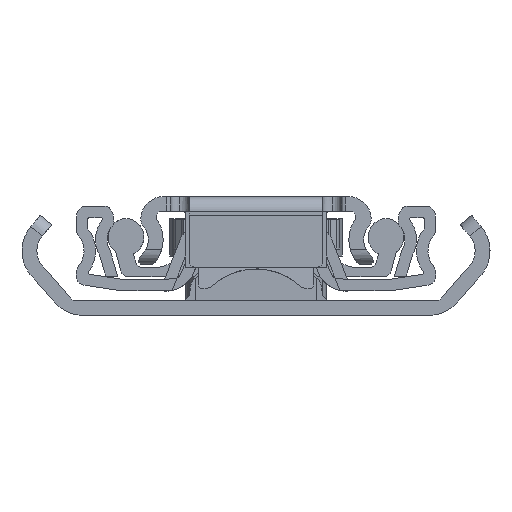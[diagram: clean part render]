
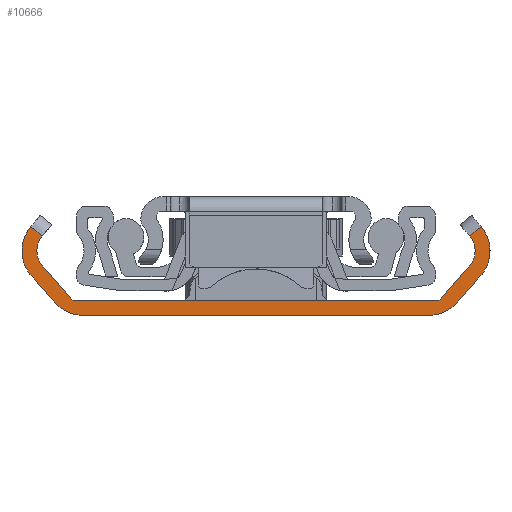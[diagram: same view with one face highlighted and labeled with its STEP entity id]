
A CAD part, left-side view. The second image highlights one B-rep face of the part: STEP entity #10666.
In plain terms, the highlighted planar face has unit normal (-1, 0, 0).
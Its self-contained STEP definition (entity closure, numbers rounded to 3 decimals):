
#57 = CARTESIAN_POINT ( 'NONE',  ( 0., 4.542, -17.26 ) ) ;
#119 = VERTEX_POINT ( 'NONE', #17105 ) ;
#521 = DIRECTION ( 'NONE',  ( 0., 0.653, 0.757 ) ) ;
#675 = EDGE_CURVE ( 'NONE', #9503, #9690, #14068, .T. ) ;
#727 = ORIENTED_EDGE ( 'NONE', *, *, #9476, .F. ) ;
#736 = ORIENTED_EDGE ( 'NONE', *, *, #17834, .F. ) ;
#871 = DIRECTION ( 'NONE',  ( 0., 0., -1. ) ) ;
#872 = EDGE_CURVE ( 'NONE', #9690, #10975, #13505, .T. ) ;
#1186 = CIRCLE ( 'NONE', #8466, 5.2 ) ;
#1664 = ORIENTED_EDGE ( 'NONE', *, *, #3680, .F. ) ;
#1749 = CARTESIAN_POINT ( 'NONE',  ( 0., 24.236, 2. ) ) ;
#1764 = CARTESIAN_POINT ( 'NONE',  ( 0., 30.318, 11.991 ) ) ;
#1800 = AXIS2_PLACEMENT_3D ( 'NONE', #11744, #2306, #6863 ) ;
#2084 = VECTOR ( 'NONE', #20035, 1000. ) ;
#2306 = DIRECTION ( 'NONE',  ( 1., 0., 0. ) ) ;
#2380 = CARTESIAN_POINT ( 'NONE',  ( 0., -26.325, 8.7 ) ) ;
#2547 = DIRECTION ( 'NONE',  ( 0., 0., -1. ) ) ;
#2625 = ORIENTED_EDGE ( 'NONE', *, *, #10344, .T. ) ;
#3662 = CARTESIAN_POINT ( 'NONE',  ( 0., 24.236, 3. ) ) ;
#3680 = EDGE_CURVE ( 'NONE', #20200, #14224, #20330, .T. ) ;
#3849 = DIRECTION ( 'NONE',  ( -1., 0., 0. ) ) ;
#3962 = FACE_OUTER_BOUND ( 'NONE', #9183, .T. ) ;
#4244 = DIRECTION ( 'NONE',  ( 0., 0., -1. ) ) ;
#5083 = LINE ( 'NONE', #5181, #19824 ) ;
#5181 = CARTESIAN_POINT ( 'NONE',  ( 0., 29.836, 4.898 ) ) ;
#5538 = DIRECTION ( 'NONE',  ( 0., 1., 0. ) ) ;
#5721 = ORIENTED_EDGE ( 'NONE', *, *, #872, .F. ) ;
#5912 = CARTESIAN_POINT ( 'NONE',  ( 0., -24.236, 3. ) ) ;
#6157 = VERTEX_POINT ( 'NONE', #10927 ) ;
#6268 = LINE ( 'NONE', #57, #15044 ) ;
#6374 = EDGE_CURVE ( 'NONE', #9763, #14224, #8718, .T. ) ;
#6413 = DIRECTION ( 'NONE',  ( 0., 0.653, -0.757 ) ) ;
#6444 = EDGE_CURVE ( 'NONE', #20461, #17671, #10528, .T. ) ;
#6584 = CIRCLE ( 'NONE', #19199, 1. ) ;
#6863 = DIRECTION ( 'NONE',  ( 0., 0., -1. ) ) ;
#6921 = VERTEX_POINT ( 'NONE', #10985 ) ;
#6939 = CIRCLE ( 'NONE', #15234, 1. ) ;
#7093 = LINE ( 'NONE', #10112, #14571 ) ;
#7347 = CARTESIAN_POINT ( 'NONE',  ( 0., 28.405, 6.301 ) ) ;
#7393 = CARTESIAN_POINT ( 'NONE',  ( 0., -26.325, 8.7 ) ) ;
#7487 = CARTESIAN_POINT ( 'NONE',  ( 0., 23.229, 5.2 ) ) ;
#7547 = VERTEX_POINT ( 'NONE', #16305 ) ;
#7775 = DIRECTION ( 'NONE',  ( 0., 0., -1. ) ) ;
#7834 = DIRECTION ( 'NONE',  ( 0., -0.653, 0.757 ) ) ;
#7985 = CARTESIAN_POINT ( 'NONE',  ( 0., -29.836, 4.898 ) ) ;
#8466 = AXIS2_PLACEMENT_3D ( 'NONE', #7487, #18812, #12163 ) ;
#8516 = ORIENTED_EDGE ( 'NONE', *, *, #675, .F. ) ;
#8593 = VECTOR ( 'NONE', #7834, 1000. ) ;
#8718 = LINE ( 'NONE', #18278, #12862 ) ;
#8785 = CARTESIAN_POINT ( 'NONE',  ( 0., -23.229, 5.2 ) ) ;
#8998 = EDGE_CURVE ( 'NONE', #6157, #10580, #1186, .T. ) ;
#9183 = EDGE_LOOP ( 'NONE', ( #19825, #2625, #5721, #8516, #16999, #19306, #11432, #16434, #19524, #17872, #1664, #736, #14818, #12287, #13817, #727 ) ) ;
#9476 = EDGE_CURVE ( 'NONE', #17671, #19819, #10887, .T. ) ;
#9503 = VERTEX_POINT ( 'NONE', #14305 ) ;
#9690 = VERTEX_POINT ( 'NONE', #13260 ) ;
#9761 = EDGE_CURVE ( 'NONE', #19819, #7547, #13694, .T. ) ;
#9763 = VERTEX_POINT ( 'NONE', #15228 ) ;
#10112 = CARTESIAN_POINT ( 'NONE',  ( 0., 23.229, 0. ) ) ;
#10189 = AXIS2_PLACEMENT_3D ( 'NONE', #7393, #10628, #871 ) ;
#10311 = CARTESIAN_POINT ( 'NONE',  ( 0., -30.318, 11.991 ) ) ;
#10344 = EDGE_CURVE ( 'NONE', #20461, #10975, #6268, .T. ) ;
#10429 = DIRECTION ( 'NONE',  ( -1., 0., 0. ) ) ;
#10500 = PLANE ( 'NONE',  #1800 ) ;
#10528 = CIRCLE ( 'NONE', #14522, 5.175 ) ;
#10580 = VERTEX_POINT ( 'NONE', #13509 ) ;
#10628 = DIRECTION ( 'NONE',  ( -1., 0., 0. ) ) ;
#10666 = ADVANCED_FACE ( 'NONE', ( #3962 ), #10500, .F. ) ;
#10887 = LINE ( 'NONE', #7985, #19720 ) ;
#10927 = CARTESIAN_POINT ( 'NONE',  ( 0., 23.229, 0. ) ) ;
#10955 = CARTESIAN_POINT ( 'NONE',  ( 0., 29.836, 4.898 ) ) ;
#10970 = CARTESIAN_POINT ( 'NONE',  ( 0., -28.405, 6.301 ) ) ;
#10975 = VERTEX_POINT ( 'NONE', #13082 ) ;
#10985 = CARTESIAN_POINT ( 'NONE',  ( 0., -24.236, 2. ) ) ;
#11366 = AXIS2_PLACEMENT_3D ( 'NONE', #11617, #17951, #17652 ) ;
#11432 = ORIENTED_EDGE ( 'NONE', *, *, #19243, .F. ) ;
#11617 = CARTESIAN_POINT ( 'NONE',  ( 0., 26.325, 8.7 ) ) ;
#11647 = DIRECTION ( 'NONE',  ( 0., 0., -1. ) ) ;
#11744 = CARTESIAN_POINT ( 'NONE',  ( 0., 26.325, 8.7 ) ) ;
#11945 = AXIS2_PLACEMENT_3D ( 'NONE', #12082, #10429, #13233 ) ;
#12082 = CARTESIAN_POINT ( 'NONE',  ( 0., 26.325, 8.7 ) ) ;
#12163 = DIRECTION ( 'NONE',  ( 0., 0., -1. ) ) ;
#12287 = ORIENTED_EDGE ( 'NONE', *, *, #18931, .F. ) ;
#12474 = EDGE_CURVE ( 'NONE', #6921, #9503, #6584, .T. ) ;
#12604 = CIRCLE ( 'NONE', #11945, 3.175 ) ;
#12607 = DIRECTION ( 'NONE',  ( 0., 0.766, -0.643 ) ) ;
#12862 = VECTOR ( 'NONE', #16924, 1000. ) ;
#13082 = CARTESIAN_POINT ( 'NONE',  ( 0., -28.786, 10.706 ) ) ;
#13233 = DIRECTION ( 'NONE',  ( 0., 0., -1. ) ) ;
#13260 = CARTESIAN_POINT ( 'NONE',  ( 0., -28.405, 6.301 ) ) ;
#13388 = DIRECTION ( 'NONE',  ( 1., 0., 0. ) ) ;
#13505 = CIRCLE ( 'NONE', #10189, 3.175 ) ;
#13509 = CARTESIAN_POINT ( 'NONE',  ( 0., 27.166, 1.803 ) ) ;
#13679 = LINE ( 'NONE', #7347, #2084 ) ;
#13694 = CIRCLE ( 'NONE', #15359, 5.2 ) ;
#13716 = LINE ( 'NONE', #18085, #16752 ) ;
#13817 = ORIENTED_EDGE ( 'NONE', *, *, #9761, .F. ) ;
#14000 = DIRECTION ( 'NONE',  ( -1., 0., 0. ) ) ;
#14068 = LINE ( 'NONE', #10970, #8593 ) ;
#14224 = VERTEX_POINT ( 'NONE', #1764 ) ;
#14305 = CARTESIAN_POINT ( 'NONE',  ( 0., -24.994, 2.347 ) ) ;
#14434 = EDGE_CURVE ( 'NONE', #19997, #119, #13679, .T. ) ;
#14522 = AXIS2_PLACEMENT_3D ( 'NONE', #2380, #13388, #4244 ) ;
#14571 = VECTOR ( 'NONE', #5538, 1000. ) ;
#14818 = ORIENTED_EDGE ( 'NONE', *, *, #8998, .F. ) ;
#15044 = VECTOR ( 'NONE', #12607, 1000. ) ;
#15228 = CARTESIAN_POINT ( 'NONE',  ( 0., 28.786, 10.706 ) ) ;
#15234 = AXIS2_PLACEMENT_3D ( 'NONE', #3662, #3849, #11647 ) ;
#15359 = AXIS2_PLACEMENT_3D ( 'NONE', #8785, #20016, #2547 ) ;
#16255 = CARTESIAN_POINT ( 'NONE',  ( 0., 28.405, 6.301 ) ) ;
#16305 = CARTESIAN_POINT ( 'NONE',  ( 0., -23.229, 0. ) ) ;
#16434 = ORIENTED_EDGE ( 'NONE', *, *, #14434, .F. ) ;
#16752 = VECTOR ( 'NONE', #19756, 1000. ) ;
#16879 = EDGE_CURVE ( 'NONE', #18282, #6921, #13716, .T. ) ;
#16924 = DIRECTION ( 'NONE',  ( 0., 0.766, 0.643 ) ) ;
#16999 = ORIENTED_EDGE ( 'NONE', *, *, #12474, .F. ) ;
#17105 = CARTESIAN_POINT ( 'NONE',  ( 0., 24.994, 2.347 ) ) ;
#17347 = CARTESIAN_POINT ( 'NONE',  ( 0., -29.836, 4.898 ) ) ;
#17652 = DIRECTION ( 'NONE',  ( 0., 0., -1. ) ) ;
#17671 = VERTEX_POINT ( 'NONE', #17347 ) ;
#17834 = EDGE_CURVE ( 'NONE', #10580, #20200, #5083, .T. ) ;
#17872 = ORIENTED_EDGE ( 'NONE', *, *, #6374, .T. ) ;
#17951 = DIRECTION ( 'NONE',  ( 1., 0., 0. ) ) ;
#18085 = CARTESIAN_POINT ( 'NONE',  ( 0., -24.236, 2. ) ) ;
#18278 = CARTESIAN_POINT ( 'NONE',  ( 0., 26.354, 8.665 ) ) ;
#18282 = VERTEX_POINT ( 'NONE', #1749 ) ;
#18812 = DIRECTION ( 'NONE',  ( 1., 0., 0. ) ) ;
#18860 = CARTESIAN_POINT ( 'NONE',  ( 0., -27.166, 1.803 ) ) ;
#18931 = EDGE_CURVE ( 'NONE', #7547, #6157, #7093, .T. ) ;
#19199 = AXIS2_PLACEMENT_3D ( 'NONE', #5912, #14000, #7775 ) ;
#19243 = EDGE_CURVE ( 'NONE', #119, #18282, #6939, .T. ) ;
#19306 = ORIENTED_EDGE ( 'NONE', *, *, #16879, .F. ) ;
#19524 = ORIENTED_EDGE ( 'NONE', *, *, #20125, .F. ) ;
#19720 = VECTOR ( 'NONE', #6413, 1000. ) ;
#19756 = DIRECTION ( 'NONE',  ( 0., -1., 0. ) ) ;
#19819 = VERTEX_POINT ( 'NONE', #18860 ) ;
#19824 = VECTOR ( 'NONE', #521, 1000. ) ;
#19825 = ORIENTED_EDGE ( 'NONE', *, *, #6444, .F. ) ;
#19997 = VERTEX_POINT ( 'NONE', #16255 ) ;
#20016 = DIRECTION ( 'NONE',  ( 1., 0., 0. ) ) ;
#20035 = DIRECTION ( 'NONE',  ( 0., -0.653, -0.757 ) ) ;
#20125 = EDGE_CURVE ( 'NONE', #9763, #19997, #12604, .T. ) ;
#20200 = VERTEX_POINT ( 'NONE', #10955 ) ;
#20330 = CIRCLE ( 'NONE', #11366, 5.175 ) ;
#20461 = VERTEX_POINT ( 'NONE', #10311 ) ;
